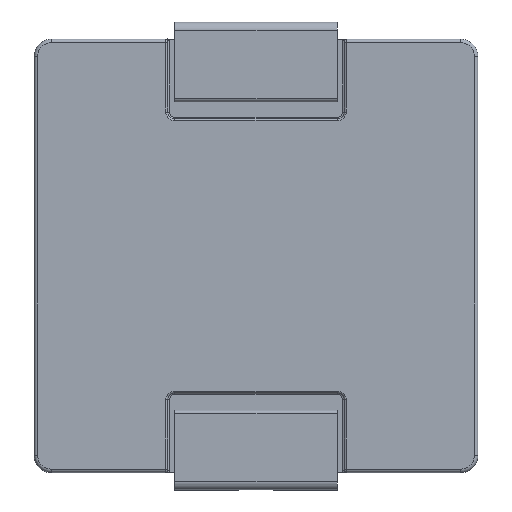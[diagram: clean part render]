
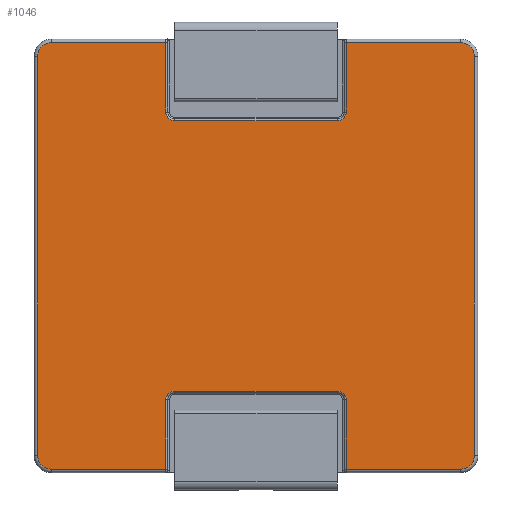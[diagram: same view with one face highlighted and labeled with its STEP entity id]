
A CAD part, top view. The second image highlights one B-rep face of the part: STEP entity #1046.
In plain terms, the highlighted planar face has unit normal (0, 0, 1).
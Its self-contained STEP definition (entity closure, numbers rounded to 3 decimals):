
#1046=ADVANCED_FACE('',(#1439),#1276,.T.);
#1276=PLANE('',#6029);
#1439=FACE_OUTER_BOUND('',#1893,.T.);
#1893=EDGE_LOOP('',(#2944,#2945,#2946,#2947,#2948,#2949,#2950,#2951,#2952,
#2953,#2954,#2955,#2956,#2957,#2958,#2959,#2960,#2961,#2962,#2963));
#2242=CIRCLE('',#6021,0.25);
#2243=CIRCLE('',#6022,0.25);
#2244=CIRCLE('',#6023,0.4);
#2245=CIRCLE('',#6024,0.4);
#2246=CIRCLE('',#6025,0.25);
#2247=CIRCLE('',#6026,0.25);
#2248=CIRCLE('',#6027,0.4);
#2249=CIRCLE('',#6028,0.4);
#2944=ORIENTED_EDGE('',*,*,#4630,.T.);
#2945=ORIENTED_EDGE('',*,*,#4631,.T.);
#2946=ORIENTED_EDGE('',*,*,#4632,.T.);
#2947=ORIENTED_EDGE('',*,*,#4633,.T.);
#2948=ORIENTED_EDGE('',*,*,#4634,.T.);
#2949=ORIENTED_EDGE('',*,*,#4635,.T.);
#2950=ORIENTED_EDGE('',*,*,#4636,.T.);
#2951=ORIENTED_EDGE('',*,*,#4637,.T.);
#2952=ORIENTED_EDGE('',*,*,#4638,.T.);
#2953=ORIENTED_EDGE('',*,*,#4639,.T.);
#2954=ORIENTED_EDGE('',*,*,#4640,.T.);
#2955=ORIENTED_EDGE('',*,*,#4641,.T.);
#2956=ORIENTED_EDGE('',*,*,#4642,.T.);
#2957=ORIENTED_EDGE('',*,*,#4643,.T.);
#2958=ORIENTED_EDGE('',*,*,#4644,.T.);
#2959=ORIENTED_EDGE('',*,*,#4645,.T.);
#2960=ORIENTED_EDGE('',*,*,#4646,.T.);
#2961=ORIENTED_EDGE('',*,*,#4647,.T.);
#2962=ORIENTED_EDGE('',*,*,#4648,.T.);
#2963=ORIENTED_EDGE('',*,*,#4649,.T.);
#4055=VERTEX_POINT('',#8599);
#4056=VERTEX_POINT('',#8600);
#4057=VERTEX_POINT('',#8602);
#4058=VERTEX_POINT('',#8604);
#4059=VERTEX_POINT('',#8606);
#4060=VERTEX_POINT('',#8608);
#4061=VERTEX_POINT('',#8610);
#4062=VERTEX_POINT('',#8612);
#4063=VERTEX_POINT('',#8614);
#4064=VERTEX_POINT('',#8616);
#4065=VERTEX_POINT('',#8618);
#4066=VERTEX_POINT('',#8620);
#4067=VERTEX_POINT('',#8622);
#4068=VERTEX_POINT('',#8624);
#4069=VERTEX_POINT('',#8626);
#4070=VERTEX_POINT('',#8628);
#4071=VERTEX_POINT('',#8630);
#4072=VERTEX_POINT('',#8632);
#4073=VERTEX_POINT('',#8634);
#4074=VERTEX_POINT('',#8636);
#4630=EDGE_CURVE('',#4055,#4056,#5192,.T.);
#4631=EDGE_CURVE('',#4056,#4057,#5193,.T.);
#4632=EDGE_CURVE('',#4057,#4058,#2242,.T.);
#4633=EDGE_CURVE('',#4058,#4059,#5194,.T.);
#4634=EDGE_CURVE('',#4059,#4060,#2243,.T.);
#4635=EDGE_CURVE('',#4060,#4061,#5195,.T.);
#4636=EDGE_CURVE('',#4061,#4062,#5196,.T.);
#4637=EDGE_CURVE('',#4062,#4063,#2244,.T.);
#4638=EDGE_CURVE('',#4063,#4064,#5197,.T.);
#4639=EDGE_CURVE('',#4064,#4065,#2245,.T.);
#4640=EDGE_CURVE('',#4065,#4066,#5198,.T.);
#4641=EDGE_CURVE('',#4066,#4067,#5199,.T.);
#4642=EDGE_CURVE('',#4067,#4068,#2246,.T.);
#4643=EDGE_CURVE('',#4068,#4069,#5200,.T.);
#4644=EDGE_CURVE('',#4069,#4070,#2247,.T.);
#4645=EDGE_CURVE('',#4070,#4071,#5201,.T.);
#4646=EDGE_CURVE('',#4071,#4072,#5202,.T.);
#4647=EDGE_CURVE('',#4072,#4073,#2248,.T.);
#4648=EDGE_CURVE('',#4073,#4074,#5203,.T.);
#4649=EDGE_CURVE('',#4074,#4055,#2249,.T.);
#5192=LINE('',#8598,#5478);
#5193=LINE('',#8601,#5479);
#5194=LINE('',#8605,#5480);
#5195=LINE('',#8609,#5481);
#5196=LINE('',#8611,#5482);
#5197=LINE('',#8615,#5483);
#5198=LINE('',#8619,#5484);
#5199=LINE('',#8621,#5485);
#5200=LINE('',#8625,#5486);
#5201=LINE('',#8629,#5487);
#5202=LINE('',#8631,#5488);
#5203=LINE('',#8635,#5489);
#5478=VECTOR('',#7086,1.);
#5479=VECTOR('',#7087,1.);
#5480=VECTOR('',#7090,1.);
#5481=VECTOR('',#7093,1.);
#5482=VECTOR('',#7094,1.);
#5483=VECTOR('',#7097,1.);
#5484=VECTOR('',#7100,1.);
#5485=VECTOR('',#7101,1.);
#5486=VECTOR('',#7104,1.);
#5487=VECTOR('',#7107,1.);
#5488=VECTOR('',#7108,1.);
#5489=VECTOR('',#7111,1.);
#6021=AXIS2_PLACEMENT_3D('',#8603,#7088,#7089);
#6022=AXIS2_PLACEMENT_3D('',#8607,#7091,#7092);
#6023=AXIS2_PLACEMENT_3D('',#8613,#7095,#7096);
#6024=AXIS2_PLACEMENT_3D('',#8617,#7098,#7099);
#6025=AXIS2_PLACEMENT_3D('',#8623,#7102,#7103);
#6026=AXIS2_PLACEMENT_3D('',#8627,#7105,#7106);
#6027=AXIS2_PLACEMENT_3D('',#8633,#7109,#7110);
#6028=AXIS2_PLACEMENT_3D('',#8637,#7112,#7113);
#6029=AXIS2_PLACEMENT_3D('',#8638,#7114,#7115);
#7086=DIRECTION('',(-1.,0.,0.));
#7087=DIRECTION('',(0.,-1.,0.));
#7088=DIRECTION('',(0.,0.,-1.));
#7089=DIRECTION('',(1.,0.,0.));
#7090=DIRECTION('',(-1.,0.,0.));
#7091=DIRECTION('',(0.,0.,-1.));
#7092=DIRECTION('',(1.,0.,0.));
#7093=DIRECTION('',(0.,1.,0.));
#7094=DIRECTION('',(-1.,0.,0.));
#7095=DIRECTION('',(0.,0.,1.));
#7096=DIRECTION('',(1.,0.,0.));
#7097=DIRECTION('',(0.,-1.,0.));
#7098=DIRECTION('',(0.,0.,1.));
#7099=DIRECTION('',(1.,0.,0.));
#7100=DIRECTION('',(1.,0.,0.));
#7101=DIRECTION('',(0.,1.,0.));
#7102=DIRECTION('',(0.,0.,-1.));
#7103=DIRECTION('',(1.,0.,0.));
#7104=DIRECTION('',(1.,0.,0.));
#7105=DIRECTION('',(0.,0.,-1.));
#7106=DIRECTION('',(1.,0.,0.));
#7107=DIRECTION('',(0.,-1.,0.));
#7108=DIRECTION('',(1.,0.,0.));
#7109=DIRECTION('',(0.,0.,1.));
#7110=DIRECTION('',(1.,0.,0.));
#7111=DIRECTION('',(0.,1.,0.));
#7112=DIRECTION('',(0.,0.,1.));
#7113=DIRECTION('',(1.,0.,0.));
#7114=DIRECTION('',(0.,0.,1.));
#7115=DIRECTION('',(1.,0.,0.));
#8598=CARTESIAN_POINT('',(-5.9,6.15,3.45));
#8599=CARTESIAN_POINT('',(5.9,6.15,3.45));
#8600=CARTESIAN_POINT('',(2.6,6.15,3.45));
#8601=CARTESIAN_POINT('',(2.6,4.15,3.45));
#8602=CARTESIAN_POINT('',(2.6,4.15,3.45));
#8603=CARTESIAN_POINT('',(2.35,4.15,3.45));
#8604=CARTESIAN_POINT('',(2.35,3.9,3.45));
#8605=CARTESIAN_POINT('',(-2.35,3.9,3.45));
#8606=CARTESIAN_POINT('',(-2.35,3.9,3.45));
#8607=CARTESIAN_POINT('',(-2.35,4.15,3.45));
#8608=CARTESIAN_POINT('',(-2.6,4.15,3.45));
#8609=CARTESIAN_POINT('',(-2.6,6.15,3.45));
#8610=CARTESIAN_POINT('',(-2.6,6.15,3.45));
#8611=CARTESIAN_POINT('',(-5.9,6.15,3.45));
#8612=CARTESIAN_POINT('',(-5.9,6.15,3.45));
#8613=CARTESIAN_POINT('',(-5.9,5.75,3.45));
#8614=CARTESIAN_POINT('',(-6.3,5.75,3.45));
#8615=CARTESIAN_POINT('',(-6.3,-5.75,3.45));
#8616=CARTESIAN_POINT('',(-6.3,-5.75,3.45));
#8617=CARTESIAN_POINT('',(-5.9,-5.75,3.45));
#8618=CARTESIAN_POINT('',(-5.9,-6.15,3.45));
#8619=CARTESIAN_POINT('',(-5.9,-6.15,3.45));
#8620=CARTESIAN_POINT('',(-2.6,-6.15,3.45));
#8621=CARTESIAN_POINT('',(-2.6,-5.75,3.45));
#8622=CARTESIAN_POINT('',(-2.6,-4.15,3.45));
#8623=CARTESIAN_POINT('',(-2.35,-4.15,3.45));
#8624=CARTESIAN_POINT('',(-2.35,-3.9,3.45));
#8625=CARTESIAN_POINT('',(-5.9,-3.9,3.45));
#8626=CARTESIAN_POINT('',(2.35,-3.9,3.45));
#8627=CARTESIAN_POINT('',(2.35,-4.15,3.45));
#8628=CARTESIAN_POINT('',(2.6,-4.15,3.45));
#8629=CARTESIAN_POINT('',(2.6,-5.75,3.45));
#8630=CARTESIAN_POINT('',(2.6,-6.15,3.45));
#8631=CARTESIAN_POINT('',(-5.9,-6.15,3.45));
#8632=CARTESIAN_POINT('',(5.9,-6.15,3.45));
#8633=CARTESIAN_POINT('',(5.9,-5.75,3.45));
#8634=CARTESIAN_POINT('',(6.3,-5.75,3.45));
#8635=CARTESIAN_POINT('',(6.3,-5.75,3.45));
#8636=CARTESIAN_POINT('',(6.3,5.75,3.45));
#8637=CARTESIAN_POINT('',(5.9,5.75,3.45));
#8638=CARTESIAN_POINT('',(-5.9,-5.75,3.45));
